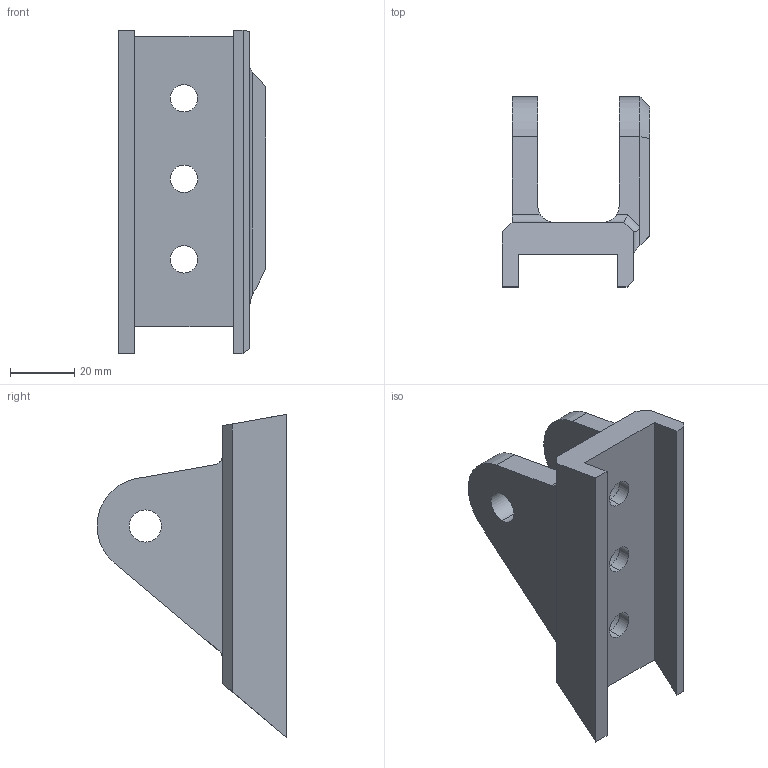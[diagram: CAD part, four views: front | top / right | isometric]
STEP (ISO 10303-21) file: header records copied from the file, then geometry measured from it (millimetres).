
FILE_DESCRIPTION (( 'STEP AP214' ), '1' );
FILE_NAME ('20 - shock mount lower right - top.STEP', '2016-11-26T22:33:30', ( '' ), ( '' ), 'SwSTEP 2.0', 'SolidWorks 2014', '' );
FILE_SCHEMA (( 'AUTOMOTIVE_DESIGN' ));
Length unit declared in the file: millimetre
Products named in the file (1): 20 - shock mount lower right - top
Bounding box: 45.7 x 58.96 x 100.39 mm (x, y, z)
Volume: 66659.9 mm3; surface area: 21309.3 mm2
Topology: 1 solids, 1 shells, 61 faces, 168 edges, 110 vertices
Faces by surface type: cylinder 31, plane 29, cone 1
Entity records: 2802 total; most frequent: CARTESIAN_POINT 538, ORIENTED_EDGE 336, DIRECTION 314, EDGE_CURVE 168, VERTEX_POINT 110, AXIS2_PLACEMENT_3D 108, VECTOR 98, LINE 98
